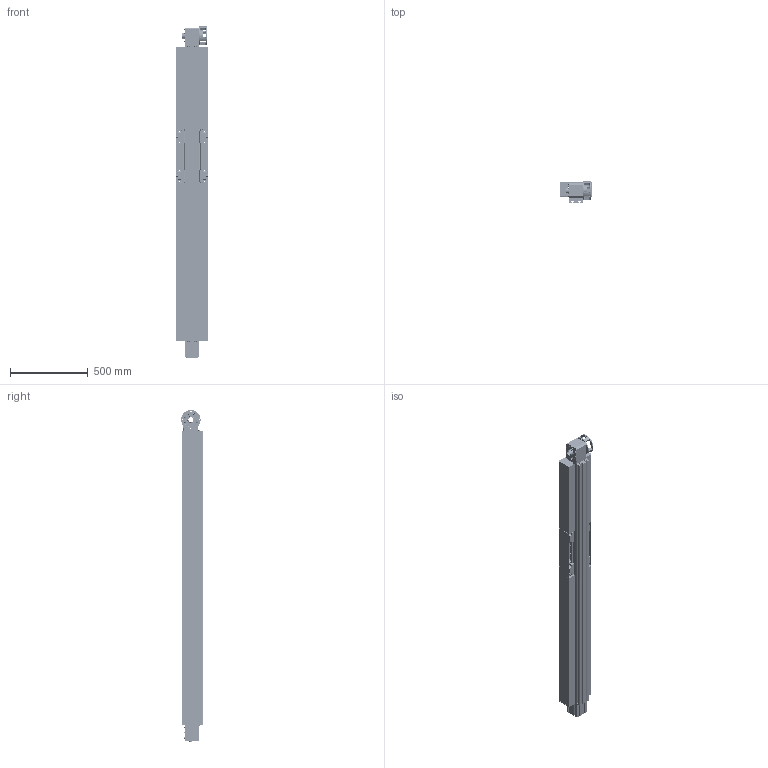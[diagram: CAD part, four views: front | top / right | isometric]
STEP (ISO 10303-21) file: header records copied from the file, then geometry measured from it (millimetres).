
FILE_DESCRIPTION (( 'STEP AP203' ), '1' );
FILE_NAME ('813.HHL.P.STEP', '2018-03-14T08:04:23', ( '' ), ( '' ), 'SwSTEP 2.0', 'SolidWorks 2016', '' );
FILE_SCHEMA (( 'CONFIG_CONTROL_DESIGN' ));
Length unit declared in the file: millimetre
Products named in the file (61): Rivestimento 1.2; 812.000.004; 084.312.006; 084.301.000 VITI ALUSIC1_084.301.038; 812.000.020; 812.000.021-1; 084.312.003; 812.HHL.002; 812.000.001; VITI TE UNI 5739_M6x60 UNI 5739; Rivestimento 1; 811.000.014; 812.000.018; 812.000.024; 812.000.009; CUSCINETTI A SFERE_61906-2RS; 812.000.016; SBI-SL20_B; 084.301.000 VITI ALUSIC_084.301.003; 812.000.025; 812.HHL.TELAIO_P-1_Default<A macchina>; 813.HHL.P; 813.000.101; VITI TE UNI 5739_M6x16 UNI 5739; 812.000.012; VITI TESTA BOMBATA ISO 730_0410UNI7380; SBI-SL20; SBI-SL20_C; 812.HHL.004; 812.000.022-1; 084.302.045; 812.000.003; 15UNI7435; 812.000.006; 812.000.007; 812.000.010; 812.000.017; 811.000.003; 811.000.009; CUSCINETTI A SFERE_61909-2RS ...
Assembly tree (302 placements, depth 4):
  813.HHL.P
    812.HHL.TELAIO_P-1_Default<A macchina>
    813.HHL.001
      812.000.016
      813.000.101
        812.000.017
        812.000.018
      811.000.003
      VITI TESTA BOMBATA ISO 730_0510UNI7380  x8
      CUSCINETTI A SFERE_61909-2RS  x2
      RCK19 - 36x72
        RCK19 - 36x72
        VITI TE UNI 5739_M6x16 UNI 5739  x5
      812.HHL.004
        812.000.004
        084.301.000 VITI ALUSIC1_084.301.036  x8
      68UNI7437  x2
    812.HHL.002
      812.000.007
      812.000.005
      812.000.201
        812.000.017
        812.000.012
      812.000.009
      811.000.014
      811.000.009
      CUSCINETTI A SFERE_61906-2RS  x2
      15UNI7435  x2
      VITI TESTA BOMBATA ISO 730_0410UNI7380  x6
      VITI TE UNI 5739_M6x60 UNI 5739  x2
      VITI TESTA BOMBATA ISO 730_0510UNI7380  x2
      VITI TESTA BOMBATA ISO 730_0616UNI7380  x4
    812.HHL.003
      812.000.002  x2
      812.000.001  x2
      812.000.019
      812.000.003  x4
      812.000.020  x4
      SBI-SL20  x4
        SBI-SL20_A
        SBI-SL20_B
        SBI-SL20_C
        SBI-SL20_D
      084.301.000 VITI ALUSIC1_084.301.038  x8
      084.301.000 VITI ALUSIC1_084.301.036  x32
    813.HHL.CINGHIA_P
    084.301.000 VITI ALUSIC_084.301.035  x64
    084.302.070  x62
    812.000.021-1  x2
    812.000.022-1  x4
    084.312.006  x4
    084.301.000 VITI ALUSIC_084.301.003  x8
    812.000.014
    812.000.023
    084.302.045  x4
    VITI TESTA BOMBATA ISO 730_0616UNI7380  x4
    VITI TESTA BOMBATA ISO 730_0516UNI7380  x4
    084.312.003  x4
    812.000.025  x2
    812.000.024
Bounding box: 204 x 139.44 x 2132.56 mm (x, y, z)
Volume: 24534282.8 mm3; surface area: 7099467.1 mm2
Topology: 308 solids, 312 shells, 10116 faces, 25894 edges, 16654 vertices
Faces by surface type: plane 5285, cylinder 3559, cone 784, torus 328, bspline 160
Entity records: 168849 total; most frequent: CARTESIAN_POINT 38658, DIRECTION 25756, ORIENTED_EDGE 23971, EDGE_CURVE 11989, AXIS2_PLACEMENT_3D 9491, VERTEX_POINT 7809, VECTOR 6774, LINE 6774
